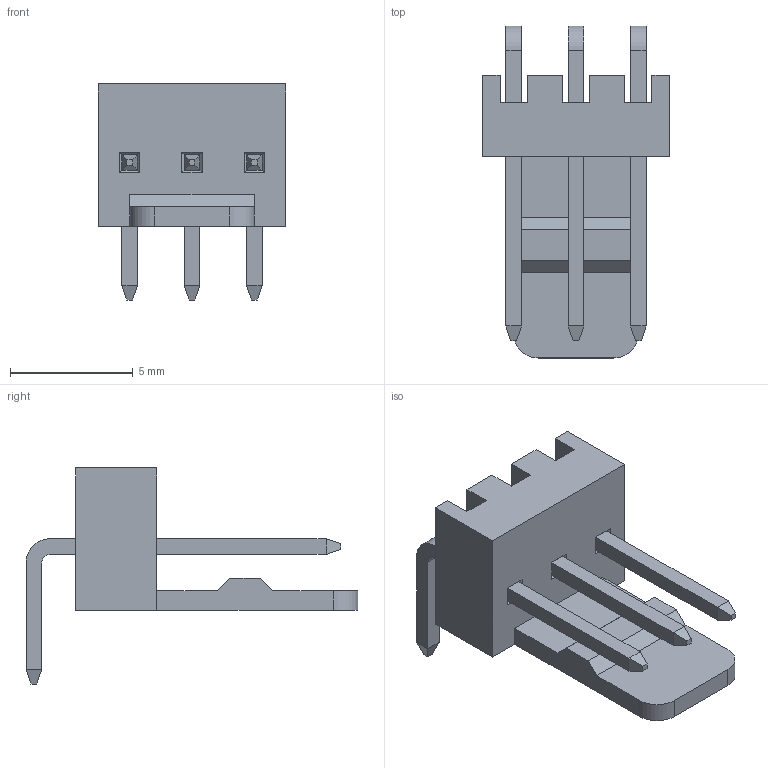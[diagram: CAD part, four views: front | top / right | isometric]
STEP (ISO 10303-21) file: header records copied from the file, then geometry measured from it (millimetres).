
FILE_DESCRIPTION(('FreeCAD Model'),'2;1');
FILE_NAME('K_1x3-2.54-RA.step','2016-08-08T15:26:58',('Author') ,(''),'Open CASCADE STEP processor 6.8','FreeCAD','Unknown');
FILE_SCHEMA(('AUTOMOTIVE_DESIGN_CC2 { 1 2 10303 214 -1 1 5 4 }'));
Length unit declared in the file: millimetre
Products named in the file (2): ASSEMBLY; K_1x3-2.54-RA
Assembly tree (1 placements, depth 2):
  ASSEMBLY
    K_1x3-2.54-RA
Bounding box: 7.62 x 13.52 x 8.8 mm (x, y, z)
Volume: 177 mm3; surface area: 441.3 mm2
Topology: 1 solids, 1 shells, 136 faces, 330 edges, 208 vertices
Faces by surface type: plane 128, cylinder 8
Entity records: 9857 total; most frequent: CARTESIAN_POINT 2140, DIRECTION 1244, LINE 926, VECTOR 926, ORIENTED_EDGE 660, PCURVE 660, DEFINITIONAL_REPRESENTATION 660, EDGE_CURVE 330
